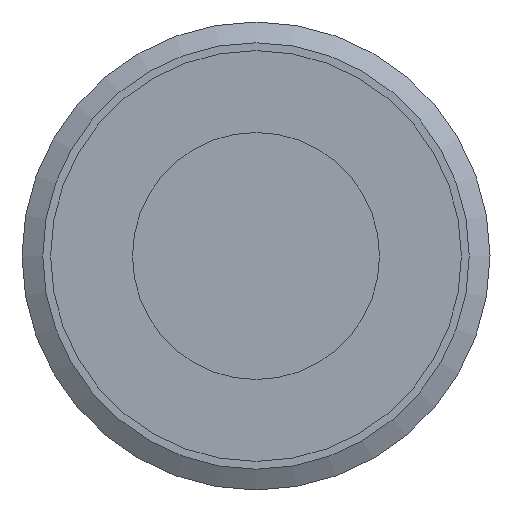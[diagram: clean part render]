
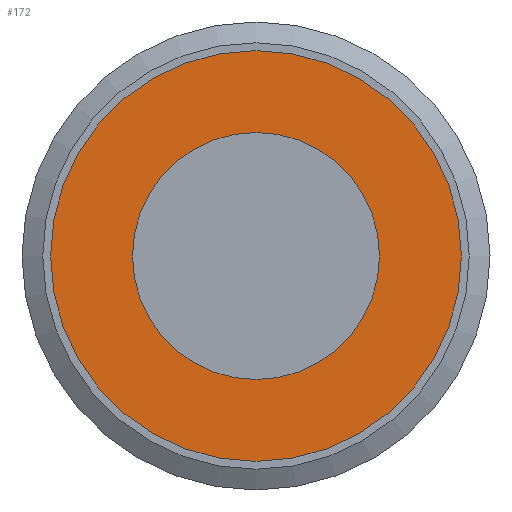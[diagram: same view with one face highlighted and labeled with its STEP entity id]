
A CAD part, left-side view. The second image highlights one B-rep face of the part: STEP entity #172.
In plain terms, the highlighted planar face has unit normal (-1, 0, 0).
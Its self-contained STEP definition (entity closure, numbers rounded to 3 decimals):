
#172 = ADVANCED_FACE( '', ( #237, #238 ), #239, .T. );
#237 = FACE_BOUND( '', #349, .T. );
#238 = FACE_OUTER_BOUND( '', #350, .T. );
#239 = PLANE( '', #351 );
#349 = EDGE_LOOP( '', ( #4614 ) );
#350 = EDGE_LOOP( '', ( #4615 ) );
#351 = AXIS2_PLACEMENT_3D( '', #4616, #4617, #4618 );
#4614 = ORIENTED_EDGE( '', *, *, #4814, .T. );
#4615 = ORIENTED_EDGE( '', *, *, #4816, .T. );
#4616 = CARTESIAN_POINT( '', ( 0., 0., 0. ) );
#4617 = DIRECTION( '', ( -1., 0., 0. ) );
#4618 = DIRECTION( '', ( 0., 0., 1. ) );
#4814 = EDGE_CURVE( '', #4886, #4886, #4887, .T. );
#4816 = EDGE_CURVE( '', #4890, #4890, #4891, .T. );
#4886 = VERTEX_POINT( '', #4996 );
#4887 = CIRCLE( '', #4997, 4.75 );
#4890 = VERTEX_POINT( '', #5000 );
#4891 = CIRCLE( '', #5001, 7.9 );
#4996 = CARTESIAN_POINT( '', ( 0., -4.75, 0. ) );
#4997 = AXIS2_PLACEMENT_3D( '', #5716, #5717, #5718 );
#5000 = CARTESIAN_POINT( '', ( 0., 7.9, 0. ) );
#5001 = AXIS2_PLACEMENT_3D( '', #5722, #5723, #5724 );
#5716 = CARTESIAN_POINT( '', ( 0., 0., 0. ) );
#5717 = DIRECTION( '', ( 1., 0., 0. ) );
#5718 = DIRECTION( '', ( 0., -1., 0. ) );
#5722 = CARTESIAN_POINT( '', ( 0., 0., 0. ) );
#5723 = DIRECTION( '', ( -1., 0., 0. ) );
#5724 = DIRECTION( '', ( 0., 1., 0. ) );
